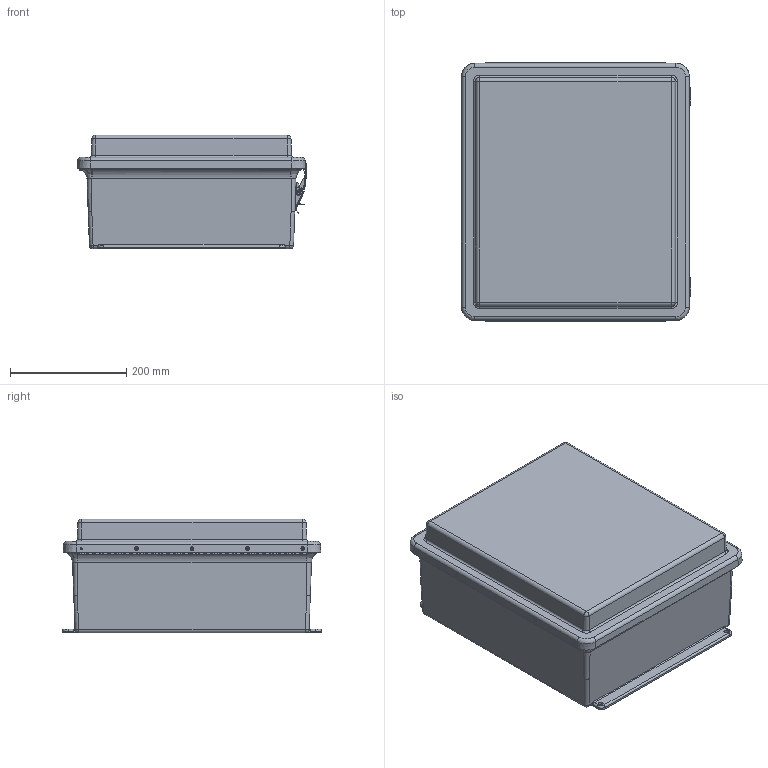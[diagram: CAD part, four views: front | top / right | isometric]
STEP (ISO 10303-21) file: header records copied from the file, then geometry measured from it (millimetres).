
FILE_DESCRIPTION (( 'STEP AP214' ), '1' );
FILE_NAME ('MR1614HPL.STEP', '2018-11-06T19:32:15', ( '' ), ( '' ), 'SwSTEP 2.0', 'SolidWorks 2018', '' );
FILE_SCHEMA (( 'AUTOMOTIVE_DESIGN' ));
Length unit declared in the file: inch
Products named in the file (1): MR1614HPL
Bounding box: 395.38 x 445.29 x 195.51 mm (x, y, z)
Volume: 2415730.2 mm3; surface area: 1376067.7 mm2
Topology: 38 solids, 38 shells, 1141 faces, 2899 edges, 1876 vertices
Faces by surface type: plane 498, cylinder 472, bspline 112, cone 47, torus 12
Full cylindrical faces by diameter (mm): 2.159 x63, 2.64 x8, 3.048 x2, 3.175 x16, 3.302 x4, 3.327 x10, 3.429 x18, 3.556 x22, 3.861 x8, 3.962 x7, 4.306 x4, 5.537 x4, 6.35 x8, 6.858 x4, 7.62 x4, 9.525 x2
Entity records: 54509 total; most frequent: CARTESIAN_POINT 12391, DIRECTION 5374, ORIENTED_EDGE 5304, EDGE_CURVE 2652, AXIS2_PLACEMENT_3D 1971, VERTEX_POINT 1844, EDGE_LOOP 1662, VECTOR 1432
